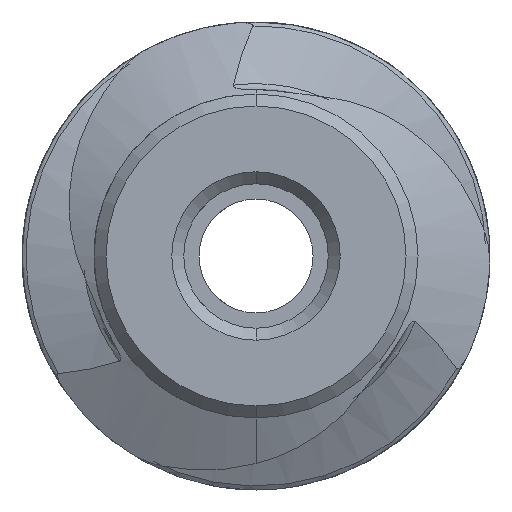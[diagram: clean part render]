
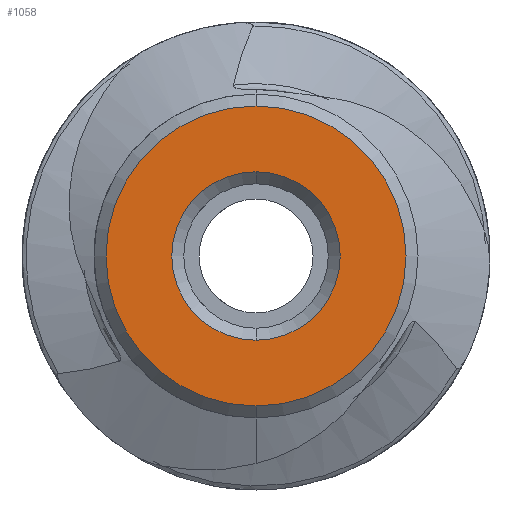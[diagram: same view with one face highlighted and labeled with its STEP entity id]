
A CAD part, left-side view. The second image highlights one B-rep face of the part: STEP entity #1058.
In plain terms, the highlighted planar face has unit normal (-1, 0, 0).
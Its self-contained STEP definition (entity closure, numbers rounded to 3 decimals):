
#15=PLANE('',#1143);
#52=FACE_BOUND('',#264,.T.);
#198=FACE_OUTER_BOUND('',#263,.T.);
#263=EDGE_LOOP('',(#896,#897));
#264=EDGE_LOOP('',(#898,#899));
#299=CIRCLE('',#1099,3.51);
#300=CIRCLE('',#1101,6.25);
#321=CIRCLE('',#1144,6.25);
#322=CIRCLE('',#1145,3.51);
#426=VERTEX_POINT('',#1476);
#427=VERTEX_POINT('',#1478);
#428=VERTEX_POINT('',#1482);
#429=VERTEX_POINT('',#1483);
#534=EDGE_CURVE('',#427,#426,#299,.T.);
#536=EDGE_CURVE('',#428,#429,#300,.T.);
#663=EDGE_CURVE('',#429,#428,#321,.T.);
#664=EDGE_CURVE('',#426,#427,#322,.T.);
#896=ORIENTED_EDGE('',*,*,#663,.T.);
#897=ORIENTED_EDGE('',*,*,#536,.T.);
#898=ORIENTED_EDGE('',*,*,#534,.T.);
#899=ORIENTED_EDGE('',*,*,#664,.T.);
#1058=ADVANCED_FACE('',(#198,#52),#15,.F.);
#1099=AXIS2_PLACEMENT_3D('',#1479,#1209,#1210);
#1101=AXIS2_PLACEMENT_3D('',#1484,#1214,#1215);
#1143=AXIS2_PLACEMENT_3D('',#8825,#1324,#1325);
#1144=AXIS2_PLACEMENT_3D('',#8826,#1326,#1327);
#1145=AXIS2_PLACEMENT_3D('',#8827,#1328,#1329);
#1209=DIRECTION('center_axis',(1.,0.,0.));
#1210=DIRECTION('ref_axis',(0.,0.,
-1.));
#1214=DIRECTION('center_axis',(-1.,0.,0.));
#1215=DIRECTION('ref_axis',(0.,0.,
-1.));
#1324=DIRECTION('center_axis',(1.,0.,0.));
#1325=DIRECTION('ref_axis',(0.,0.,-1.));
#1326=DIRECTION('center_axis',(-1.,0.,0.));
#1327=DIRECTION('ref_axis',(0.,0.,
-1.));
#1328=DIRECTION('center_axis',(1.,0.,0.));
#1329=DIRECTION('ref_axis',(0.,0.,
-1.));
#1476=CARTESIAN_POINT('',(60.726,-22.258,-438.032));
#1478=CARTESIAN_POINT('',(60.726,-22.258,-431.012));
#1479=CARTESIAN_POINT('Origin',(60.726,-22.258,-434.522));
#1482=CARTESIAN_POINT('',(60.726,-22.258,-428.272));
#1483=CARTESIAN_POINT('',(60.726,-22.258,-440.772));
#1484=CARTESIAN_POINT('Origin',(60.726,-22.258,-434.522));
#8825=CARTESIAN_POINT('Origin',(60.726,-22.258,-434.522));
#8826=CARTESIAN_POINT('Origin',(60.726,-22.258,-434.522));
#8827=CARTESIAN_POINT('Origin',(60.726,-22.258,-434.522));
